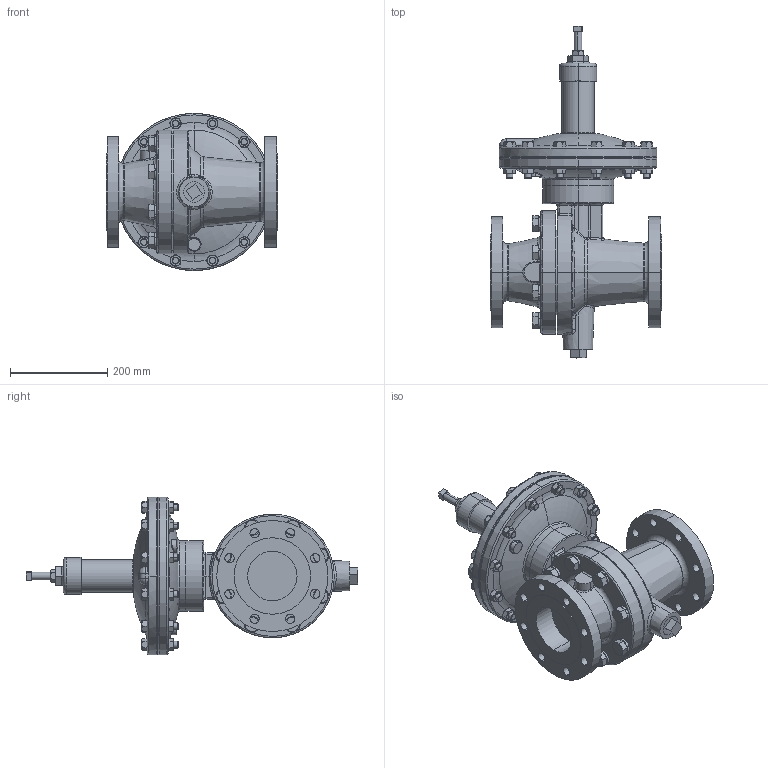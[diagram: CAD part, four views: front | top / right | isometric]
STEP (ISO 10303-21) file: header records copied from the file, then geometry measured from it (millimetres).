
FILE_DESCRIPTION (( 'STEP AP203' ), '1' );
FILE_NAME ('60-400-AL-I5.STEP', '2017-07-21T14:03:25', ( '' ), ( '' ), 'SwSTEP 2.0', 'SolidWorks 2014', '' );
FILE_SCHEMA (( 'CONFIG_CONTROL_DESIGN' ));
Length unit declared in the file: inch
Products named in the file (2): 60-400-AL-I5
Bounding box: 352.55 x 682.94 x 323.85 mm (x, y, z)
Volume: 15263711.5 mm3; surface area: 850806.3 mm2
Topology: 1 solids, 1 shells, 1122 faces, 2699 edges, 1602 vertices
Faces by surface type: plane 441, cone 353, cylinder 224, bspline 53, torus 47, sphere 4
Entity records: 39014 total; most frequent: CARTESIAN_POINT 13820, ORIENTED_EDGE 5374, DIRECTION 5076, EDGE_CURVE 2687, AXIS2_PLACEMENT_3D 2101, VERTEX_POINT 1602, EDGE_LOOP 1229, FACE_OUTER_BOUND 1122
